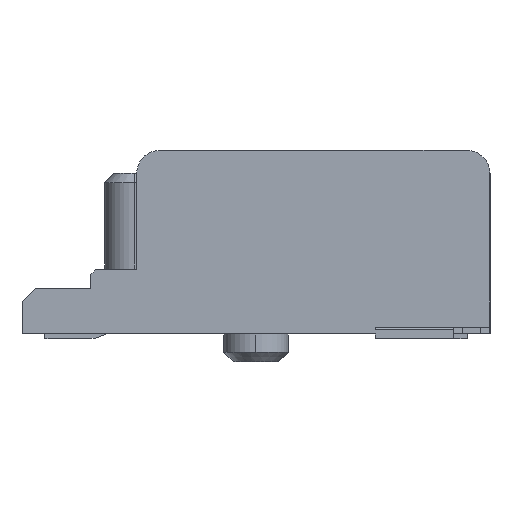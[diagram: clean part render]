
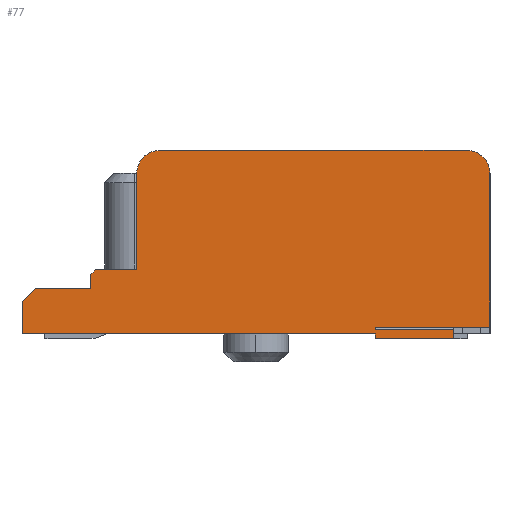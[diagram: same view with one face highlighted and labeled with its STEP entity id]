
A CAD part, left-side view. The second image highlights one B-rep face of the part: STEP entity #77.
In plain terms, the highlighted planar face has unit normal (-1, 0, 0).
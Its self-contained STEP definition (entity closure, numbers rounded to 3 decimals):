
#77=ADVANCED_FACE('',(#2073),#2074,.F.);
#2073=FACE_OUTER_BOUND('',#6003,.T.);
#2074=PLANE('',#6004);
#6003=EDGE_LOOP('',(#10093,#10094,#10095,#10096,#10097,#10098,#10099,#10100,#10101,#10102,#10103,#10104,#10105,#10106,#10107,#10108,#10109,#10110));
#6004=AXIS2_PLACEMENT_3D('',#10111,#10112,#10113);
#10093=ORIENTED_EDGE('',*,*,#27342,.F.);
#10094=ORIENTED_EDGE('',*,*,#27343,.F.);
#10095=ORIENTED_EDGE('',*,*,#27344,.T.);
#10096=ORIENTED_EDGE('',*,*,#27345,.F.);
#10097=ORIENTED_EDGE('',*,*,#27346,.T.);
#10098=ORIENTED_EDGE('',*,*,#27347,.F.);
#10099=ORIENTED_EDGE('',*,*,#27348,.F.);
#10100=ORIENTED_EDGE('',*,*,#27349,.F.);
#10101=ORIENTED_EDGE('',*,*,#27350,.F.);
#10102=ORIENTED_EDGE('',*,*,#27351,.F.);
#10103=ORIENTED_EDGE('',*,*,#27352,.F.);
#10104=ORIENTED_EDGE('',*,*,#27353,.F.);
#10105=ORIENTED_EDGE('',*,*,#27354,.F.);
#10106=ORIENTED_EDGE('',*,*,#27355,.T.);
#10107=ORIENTED_EDGE('',*,*,#27356,.T.);
#10108=ORIENTED_EDGE('',*,*,#27357,.F.);
#10109=ORIENTED_EDGE('',*,*,#27358,.F.);
#10110=ORIENTED_EDGE('',*,*,#27359,.T.);
#10111=CARTESIAN_POINT('',(-11.15,0.0,0.0));
#10112=DIRECTION('',(1.0,0.0,0.0));
#10113=DIRECTION('',(0.0,1.0,-0.0));
#27342=EDGE_CURVE('',#33193,#33194,#33195,.T.);
#27343=EDGE_CURVE('',#33196,#33193,#33197,.T.);
#27344=EDGE_CURVE('',#33196,#33198,#33199,.T.);
#27345=EDGE_CURVE('',#33200,#33198,#33201,.T.);
#27346=EDGE_CURVE('',#33200,#33202,#33203,.T.);
#27347=EDGE_CURVE('',#33204,#33202,#33205,.T.);
#27348=EDGE_CURVE('',#33206,#33204,#33207,.T.);
#27349=EDGE_CURVE('',#33208,#33206,#33209,.T.);
#27350=EDGE_CURVE('',#33210,#33208,#33211,.T.);
#27351=EDGE_CURVE('',#33212,#33210,#33213,.T.);
#27352=EDGE_CURVE('',#33214,#33212,#33215,.T.);
#27353=EDGE_CURVE('',#33216,#33214,#33217,.T.);
#27354=EDGE_CURVE('',#33218,#33216,#33219,.T.);
#27355=EDGE_CURVE('',#33218,#33220,#33221,.T.);
#27356=EDGE_CURVE('',#33220,#33222,#33223,.T.);
#27357=EDGE_CURVE('',#33224,#33222,#33225,.T.);
#27358=EDGE_CURVE('',#33226,#33224,#33227,.T.);
#27359=EDGE_CURVE('',#33226,#33194,#33228,.T.);
#33193=VERTEX_POINT('',#42691);
#33194=VERTEX_POINT('',#42692);
#33195=LINE('',#42693,#42694);
#33196=VERTEX_POINT('',#42695);
#33197=LINE('',#42696,#42697);
#33198=VERTEX_POINT('',#42698);
#33199=CIRCLE('',#42699,0.5);
#33200=VERTEX_POINT('',#42700);
#33201=LINE('',#42701,#42702);
#33202=VERTEX_POINT('',#42703);
#33203=CIRCLE('',#42704,0.5);
#33204=VERTEX_POINT('',#42705);
#33205=LINE('',#42706,#42707);
#33206=VERTEX_POINT('',#42708);
#33207=LINE('',#42709,#42710);
#33208=VERTEX_POINT('',#42711);
#33209=LINE('',#42712,#42713);
#33210=VERTEX_POINT('',#42714);
#33211=LINE('',#42715,#42716);
#33212=VERTEX_POINT('',#42717);
#33213=LINE('',#42718,#42719);
#33214=VERTEX_POINT('',#42720);
#33215=LINE('',#42721,#42722);
#33216=VERTEX_POINT('',#42723);
#33217=LINE('',#42724,#42725);
#33218=VERTEX_POINT('',#42726);
#33219=LINE('',#42727,#42728);
#33220=VERTEX_POINT('',#42729);
#33221=LINE('',#42730,#42731);
#33222=VERTEX_POINT('',#42732);
#33223=LINE('',#42733,#42734);
#33224=VERTEX_POINT('',#42735);
#33225=LINE('',#42736,#42737);
#33226=VERTEX_POINT('',#42738);
#33227=LINE('',#42739,#42740);
#33228=LINE('',#42741,#42742);
#42691=CARTESIAN_POINT('',(-11.15,0.0,0.15));
#42692=CARTESIAN_POINT('',(-11.15,2.5,0.15));
#42693=CARTESIAN_POINT('',(-11.15,0.0,0.15));
#42694=VECTOR('',#57075,2.5);
#42695=CARTESIAN_POINT('',(-11.15,0.0,3.5));
#42696=CARTESIAN_POINT('',(-11.15,0.0,3.5));
#42697=VECTOR('',#57076,3.35);
#42698=CARTESIAN_POINT('',(-11.15,0.5,4.0));
#42699=AXIS2_PLACEMENT_3D('',#57077,#57078,#57079);
#42700=CARTESIAN_POINT('',(-11.15,7.2,4.0));
#42701=CARTESIAN_POINT('',(-11.15,7.2,4.0));
#42702=VECTOR('',#57080,6.7);
#42703=CARTESIAN_POINT('',(-11.15,7.7,3.5));
#42704=AXIS2_PLACEMENT_3D('',#57081,#57082,#57083);
#42705=CARTESIAN_POINT('',(-11.15,7.7,1.4));
#42706=CARTESIAN_POINT('',(-11.15,7.7,1.4));
#42707=VECTOR('',#57084,2.1);
#42708=CARTESIAN_POINT('',(-11.15,8.6,1.4));
#42709=CARTESIAN_POINT('',(-11.15,8.6,1.4));
#42710=VECTOR('',#57085,0.9);
#42711=CARTESIAN_POINT('',(-11.15,8.7,1.3));
#42712=CARTESIAN_POINT('',(-11.15,8.7,1.3));
#42713=VECTOR('',#57086,0.141);
#42714=CARTESIAN_POINT('',(-11.15,8.7,1.0));
#42715=CARTESIAN_POINT('',(-11.15,8.7,1.0));
#42716=VECTOR('',#57087,0.3);
#42717=CARTESIAN_POINT('',(-11.15,9.9,1.0));
#42718=CARTESIAN_POINT('',(-11.15,9.9,1.0));
#42719=VECTOR('',#57088,1.2);
#42720=CARTESIAN_POINT('',(-11.15,10.2,0.7));
#42721=CARTESIAN_POINT('',(-11.15,10.2,0.7));
#42722=VECTOR('',#57089,0.424);
#42723=CARTESIAN_POINT('',(-11.15,10.2,0.0));
#42724=CARTESIAN_POINT('',(-11.15,10.2,0.0));
#42725=VECTOR('',#57090,0.7);
#42726=CARTESIAN_POINT('',(-11.15,2.5,0.0));
#42727=CARTESIAN_POINT('',(-11.15,2.5,0.0));
#42728=VECTOR('',#57091,7.7);
#42729=CARTESIAN_POINT('',(-11.15,2.5,-0.1));
#42730=CARTESIAN_POINT('',(-11.15,2.5,0.0));
#42731=VECTOR('',#57092,0.1);
#42732=CARTESIAN_POINT('',(-11.15,0.8,-0.1));
#42733=CARTESIAN_POINT('',(-11.15,2.5,-0.1));
#42734=VECTOR('',#57093,1.7);
#42735=CARTESIAN_POINT('',(-11.15,0.8,0.1));
#42736=CARTESIAN_POINT('',(-11.15,0.8,0.1));
#42737=VECTOR('',#57094,0.2);
#42738=CARTESIAN_POINT('',(-11.15,2.5,0.1));
#42739=CARTESIAN_POINT('',(-11.15,2.5,0.1));
#42740=VECTOR('',#57095,1.7);
#42741=CARTESIAN_POINT('',(-11.15,2.5,0.1));
#42742=VECTOR('',#57096,0.05);
#57075=DIRECTION('',(0.0,1.0,0.0));
#57076=DIRECTION('',(0.0,0.0,-1.0));
#57077=CARTESIAN_POINT('',(-11.15,0.5,3.5));
#57078=DIRECTION('',(-1.0,0.0,0.0));
#57079=DIRECTION('',(0.0,-1.0,0.0));
#57080=DIRECTION('',(0.0,-1.0,0.0));
#57081=CARTESIAN_POINT('',(-11.15,7.2,3.5));
#57082=DIRECTION('',(-1.0,0.0,0.0));
#57083=DIRECTION('',(0.0,0.0,1.0));
#57084=DIRECTION('',(0.0,0.0,1.0));
#57085=DIRECTION('',(0.0,-1.0,0.0));
#57086=DIRECTION('',(0.0,-0.707,0.707));
#57087=DIRECTION('',(0.0,0.0,1.0));
#57088=DIRECTION('',(0.0,-1.0,0.0));
#57089=DIRECTION('',(0.0,-0.707,0.707));
#57090=DIRECTION('',(0.0,0.0,1.0));
#57091=DIRECTION('',(0.0,1.0,0.0));
#57092=DIRECTION('',(0.0,0.0,-1.0));
#57093=DIRECTION('',(0.0,-1.0,0.0));
#57094=DIRECTION('',(0.0,0.0,-1.0));
#57095=DIRECTION('',(0.0,-1.0,0.0));
#57096=DIRECTION('',(0.0,0.0,1.0));
